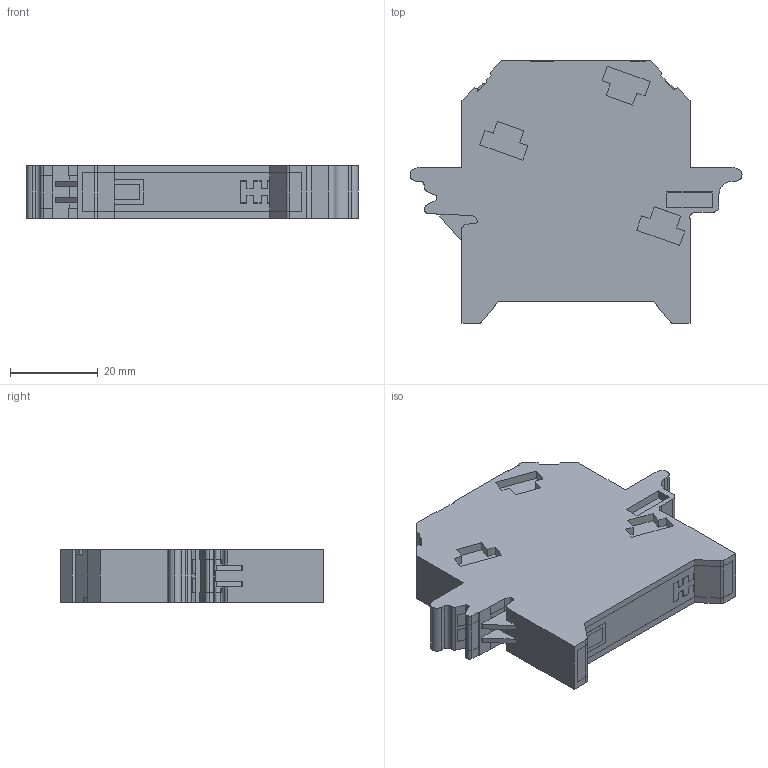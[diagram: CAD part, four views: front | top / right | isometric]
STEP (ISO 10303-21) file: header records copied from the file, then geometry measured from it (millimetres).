
FILE_DESCRIPTION (( 'STEP AP214' ), '1' );
FILE_NAME ('495109_KD6A_Grey.STP', '2013-11-18T07:37:01', ( 'arge' ), ( 'Microsoft' ), 'SwSTEP 2.0', 'SolidWorks 2013', '' );
FILE_SCHEMA (( 'AUTOMOTIVE_DESIGN' ));
Length unit declared in the file: millimetre
Products named in the file (1): 495109_KD6A_Grey
Bounding box: 75.7 x 59.92 x 12 mm (x, y, z)
Volume: 35242.9 mm3; surface area: 9910.3 mm2
Topology: 1 solids, 2 shells, 280 faces, 793 edges, 526 vertices
Faces by surface type: plane 227, cylinder 51, cone 2
Entity records: 12091 total; most frequent: CARTESIAN_POINT 1606, ORIENTED_EDGE 1586, DIRECTION 1459, EDGE_CURVE 793, LINE 685, VECTOR 685, VERTEX_POINT 526, AXIS2_PLACEMENT_3D 387
